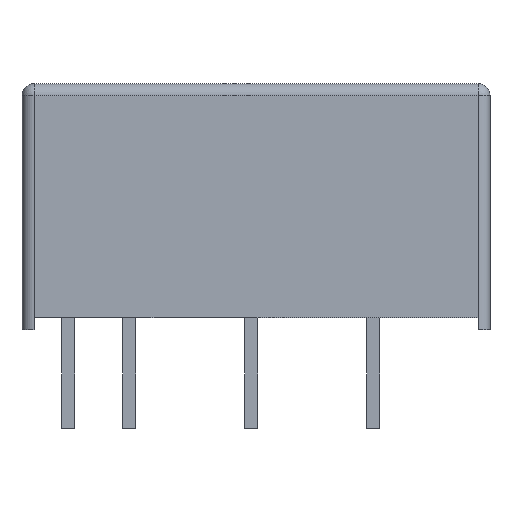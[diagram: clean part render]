
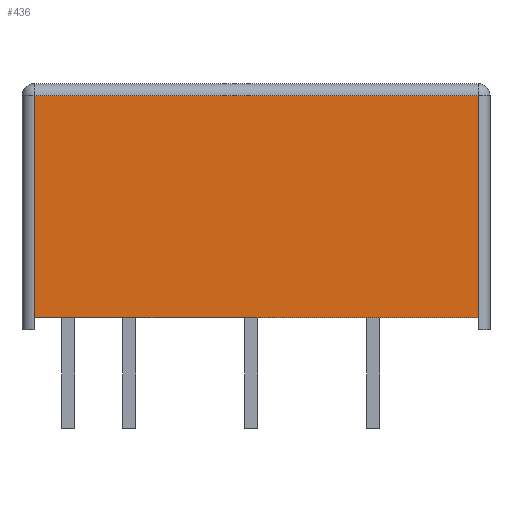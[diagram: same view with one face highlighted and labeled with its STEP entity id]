
A CAD part, front view. The second image highlights one B-rep face of the part: STEP entity #436.
In plain terms, the highlighted planar face has unit normal (0, -1, 0).
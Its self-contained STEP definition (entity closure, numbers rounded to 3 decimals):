
#44=PLANE('',#507);
#69=LINE('',#730,#109);
#71=LINE('',#734,#111);
#75=LINE('',#742,#115);
#79=LINE('',#752,#119);
#109=VECTOR('',#592,10.);
#111=VECTOR('',#598,10.);
#115=VECTOR('',#608,10.);
#119=VECTOR('',#620,1000.);
#160=FACE_OUTER_BOUND('',#188,.T.);
#188=EDGE_LOOP('',(#371,#372,#373,#374));
#226=VERTEX_POINT('',#696);
#229=VERTEX_POINT('',#709);
#235=VERTEX_POINT('',#728);
#236=VERTEX_POINT('',#741);
#276=EDGE_CURVE('',#235,#226,#69,.T.);
#278=EDGE_CURVE('',#226,#229,#71,.T.);
#282=EDGE_CURVE('',#229,#236,#75,.T.);
#287=EDGE_CURVE('',#235,#236,#79,.T.);
#371=ORIENTED_EDGE('',*,*,#278,.F.);
#372=ORIENTED_EDGE('',*,*,#276,.F.);
#373=ORIENTED_EDGE('',*,*,#287,.T.);
#374=ORIENTED_EDGE('',*,*,#282,.F.);
#436=ADVANCED_FACE('',(#160),#44,.T.);
#507=AXIS2_PLACEMENT_3D('',#751,#618,#619);
#592=DIRECTION('',(0.,0.,1.));
#598=DIRECTION('',(1.,0.,0.));
#608=DIRECTION('',(0.,0.,-1.));
#618=DIRECTION('center_axis',(0.,-1.,0.));
#619=DIRECTION('ref_axis',(0.,0.,-1.));
#620=DIRECTION('',(1.,0.,0.));
#696=CARTESIAN_POINT('',(0.5,3.95,9.75));
#709=CARTESIAN_POINT('',(19.,3.95,9.75));
#728=CARTESIAN_POINT('',(0.5,3.95,0.5));
#730=CARTESIAN_POINT('',(0.5,3.95,-2.4));
#734=CARTESIAN_POINT('',(14.588,3.95,9.75));
#741=CARTESIAN_POINT('',(19.,3.95,0.5));
#742=CARTESIAN_POINT('',(19.,3.95,-2.4));
#751=CARTESIAN_POINT('Origin',(19.5,3.95,-2.4));
#752=CARTESIAN_POINT('',(19.5,3.95,0.5));
